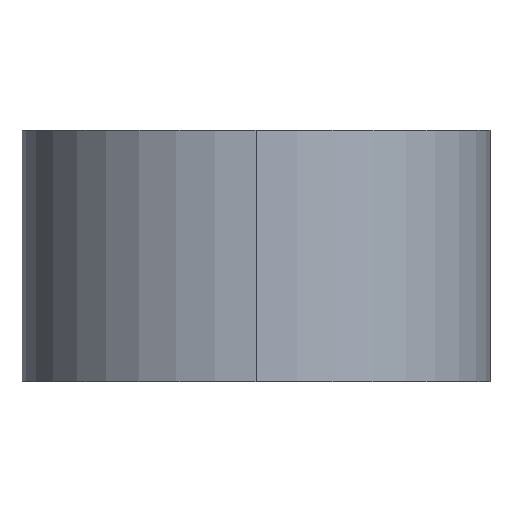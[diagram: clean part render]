
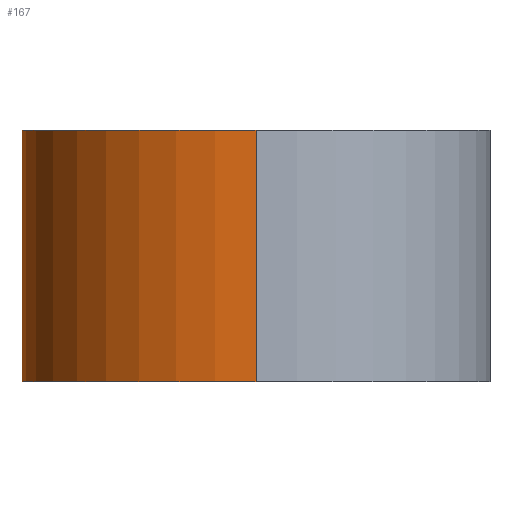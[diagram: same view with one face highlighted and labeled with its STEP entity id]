
A CAD part, left-side view. The second image highlights one B-rep face of the part: STEP entity #167.
In plain terms, the highlighted cylindrical face has radius 5.3 mm (diameter 10.6 mm), a partial arc.
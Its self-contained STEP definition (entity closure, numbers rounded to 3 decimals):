
#8 = CARTESIAN_POINT ( 'NONE',  ( 5.9, 16.3, 3. ) ) ;
#10 = CARTESIAN_POINT ( 'NONE',  ( 11.2, 16.3, 2.75 ) ) ;
#32 = CARTESIAN_POINT ( 'NONE',  ( 5.9, 16.3, 2.75 ) ) ;
#55 = CIRCLE ( 'NONE', #512, 5.3 ) ;
#67 = EDGE_CURVE ( 'NONE', #292, #409, #94, .T. ) ;
#77 = CARTESIAN_POINT ( 'NONE',  ( 11.2, 16.3, -1.75 ) ) ;
#92 = CARTESIAN_POINT ( 'NONE',  ( 11.2, 16.3, 3. ) ) ;
#93 = VERTEX_POINT ( 'NONE', #340 ) ;
#94 = CIRCLE ( 'NONE', #488, 5.3 ) ;
#118 = AXIS2_PLACEMENT_3D ( 'NONE', #297, #388, #161 ) ;
#119 = CARTESIAN_POINT ( 'NONE',  ( 5.9, 16.3, 17.991 ) ) ;
#125 = EDGE_LOOP ( 'NONE', ( #404, #339, #198, #431, #470, #540, #557, #197 ) ) ;
#154 = VECTOR ( 'NONE', #396, 1000. ) ;
#158 = VERTEX_POINT ( 'NONE', #77 ) ;
#161 = DIRECTION ( 'NONE',  ( 1., 0., 0. ) ) ;
#163 = EDGE_CURVE ( 'NONE', #532, #416, #423, .T. ) ;
#167 = ADVANCED_FACE ( 'NONE', ( #383 ), #250, .T. ) ;
#176 = DIRECTION ( 'NONE',  ( 0., 0., 1. ) ) ;
#178 = VECTOR ( 'NONE', #465, 1000. ) ;
#179 = EDGE_CURVE ( 'NONE', #158, #416, #515, .T. ) ;
#180 = CARTESIAN_POINT ( 'NONE',  ( 11.2, 16.3, 17.991 ) ) ;
#196 = VECTOR ( 'NONE', #478, 1000. ) ;
#197 = ORIENTED_EDGE ( 'NONE', *, *, #244, .F. ) ;
#198 = ORIENTED_EDGE ( 'NONE', *, *, #67, .T. ) ;
#199 = CARTESIAN_POINT ( 'NONE',  ( 0.6, 16.3, -2.7 ) ) ;
#202 = CIRCLE ( 'NONE', #441, 5.3 ) ;
#207 = CARTESIAN_POINT ( 'NONE',  ( 11.2, 16.3, 17.991 ) ) ;
#221 = LINE ( 'NONE', #180, #196 ) ;
#225 = EDGE_CURVE ( 'NONE', #232, #158, #202, .T. ) ;
#232 = VERTEX_POINT ( 'NONE', #533 ) ;
#244 = EDGE_CURVE ( 'NONE', #93, #532, #258, .T. ) ;
#250 = CYLINDRICAL_SURFACE ( 'NONE', #397, 5.3 ) ;
#258 = LINE ( 'NONE', #354, #552 ) ;
#259 = EDGE_CURVE ( 'NONE', #328, #292, #221, .T. ) ;
#265 = EDGE_CURVE ( 'NONE', #232, #409, #491, .T. ) ;
#269 = CARTESIAN_POINT ( 'NONE',  ( 6.523, 21.563, -26.829 ) ) ;
#273 = CARTESIAN_POINT ( 'NONE',  ( 6.523, 21.563, 2.75 ) ) ;
#292 = VERTEX_POINT ( 'NONE', #10 ) ;
#297 = CARTESIAN_POINT ( 'NONE',  ( 5.9, 16.3, -2.7 ) ) ;
#310 = DIRECTION ( 'NONE',  ( 0., 0., -1. ) ) ;
#328 = VERTEX_POINT ( 'NONE', #92 ) ;
#339 = ORIENTED_EDGE ( 'NONE', *, *, #259, .T. ) ;
#340 = CARTESIAN_POINT ( 'NONE',  ( 0.6, 16.3, 3. ) ) ;
#354 = CARTESIAN_POINT ( 'NONE',  ( 0.6, 16.3, 17.991 ) ) ;
#360 = DIRECTION ( 'NONE',  ( 0., 0., -1. ) ) ;
#363 = DIRECTION ( 'NONE',  ( 1., 0., 0. ) ) ;
#375 = DIRECTION ( 'NONE',  ( 0., 0., 1. ) ) ;
#383 = FACE_OUTER_BOUND ( 'NONE', #125, .T. ) ;
#388 = DIRECTION ( 'NONE',  ( 0., 0., -1. ) ) ;
#396 = DIRECTION ( 'NONE',  ( 0., 0., 1. ) ) ;
#397 = AXIS2_PLACEMENT_3D ( 'NONE', #119, #516, #430 ) ;
#398 = EDGE_CURVE ( 'NONE', #328, #93, #55, .T. ) ;
#404 = ORIENTED_EDGE ( 'NONE', *, *, #398, .F. ) ;
#409 = VERTEX_POINT ( 'NONE', #273 ) ;
#413 = CARTESIAN_POINT ( 'NONE',  ( 11.2, 16.3, -2.7 ) ) ;
#416 = VERTEX_POINT ( 'NONE', #413 ) ;
#423 = CIRCLE ( 'NONE', #118, 5.3 ) ;
#430 = DIRECTION ( 'NONE',  ( -1., 0., 0. ) ) ;
#431 = ORIENTED_EDGE ( 'NONE', *, *, #265, .F. ) ;
#441 = AXIS2_PLACEMENT_3D ( 'NONE', #442, #360, #487 ) ;
#442 = CARTESIAN_POINT ( 'NONE',  ( 5.9, 16.3, -1.75 ) ) ;
#465 = DIRECTION ( 'NONE',  ( 0., 0., -1. ) ) ;
#470 = ORIENTED_EDGE ( 'NONE', *, *, #225, .T. ) ;
#478 = DIRECTION ( 'NONE',  ( 0., 0., -1. ) ) ;
#487 = DIRECTION ( 'NONE',  ( -1., 0., 0. ) ) ;
#488 = AXIS2_PLACEMENT_3D ( 'NONE', #32, #375, #539 ) ;
#491 = LINE ( 'NONE', #269, #154 ) ;
#512 = AXIS2_PLACEMENT_3D ( 'NONE', #8, #176, #363 ) ;
#515 = LINE ( 'NONE', #207, #178 ) ;
#516 = DIRECTION ( 'NONE',  ( 0., 0., -1. ) ) ;
#532 = VERTEX_POINT ( 'NONE', #199 ) ;
#533 = CARTESIAN_POINT ( 'NONE',  ( 6.523, 21.563, -1.75 ) ) ;
#539 = DIRECTION ( 'NONE',  ( 1., 0., 0. ) ) ;
#540 = ORIENTED_EDGE ( 'NONE', *, *, #179, .T. ) ;
#552 = VECTOR ( 'NONE', #310, 1000. ) ;
#557 = ORIENTED_EDGE ( 'NONE', *, *, #163, .F. ) ;
